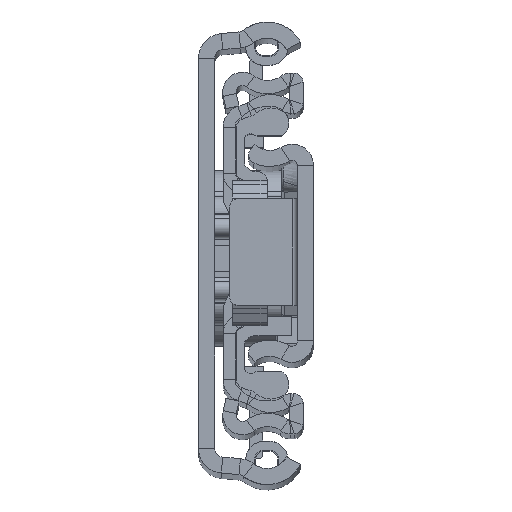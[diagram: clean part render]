
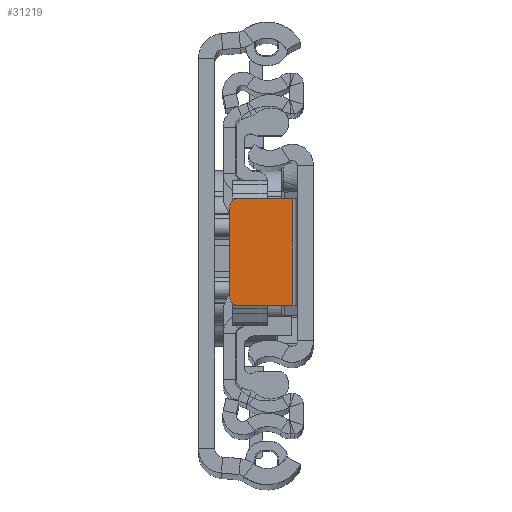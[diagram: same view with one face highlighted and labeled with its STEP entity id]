
A CAD part, top view. The second image highlights one B-rep face of the part: STEP entity #31219.
In plain terms, the highlighted planar face has unit normal (0, 0, 1).
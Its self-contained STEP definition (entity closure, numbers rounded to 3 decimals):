
#514 = EDGE_LOOP ( 'NONE', ( #21676, #19824, #29084, #12242, #21680, #13477 ) ) ;
#1523 = AXIS2_PLACEMENT_3D ( 'NONE', #9407, #15071, #4768 ) ;
#2381 = CARTESIAN_POINT ( 'NONE',  ( -8.4, 5.151, -6.8 ) ) ;
#3939 = VECTOR ( 'NONE', #18747, 1000. ) ;
#4144 = VECTOR ( 'NONE', #16298, 1000. ) ;
#4684 = AXIS2_PLACEMENT_3D ( 'NONE', #2381, #12867, #12523 ) ;
#4768 = DIRECTION ( 'NONE',  ( 1., 0., 0. ) ) ;
#6056 = VERTEX_POINT ( 'NONE', #14922 ) ;
#6107 = LINE ( 'NONE', #29053, #12157 ) ;
#6144 = CARTESIAN_POINT ( 'NONE',  ( -9.4, 6.151, -6.8 ) ) ;
#6372 = FACE_OUTER_BOUND ( 'NONE', #514, .T. ) ;
#6778 = VERTEX_POINT ( 'NONE', #31810 ) ;
#8626 = VERTEX_POINT ( 'NONE', #22401 ) ;
#8869 = EDGE_CURVE ( 'NONE', #8626, #19363, #8904, .T. ) ;
#8904 = LINE ( 'NONE', #28722, #3939 ) ;
#9407 = CARTESIAN_POINT ( 'NONE',  ( -8.4, -4.849, -6.8 ) ) ;
#12114 = AXIS2_PLACEMENT_3D ( 'NONE', #18534, #15866, #13196 ) ;
#12139 = VERTEX_POINT ( 'NONE', #31700 ) ;
#12157 = VECTOR ( 'NONE', #24075, 1000. ) ;
#12242 = ORIENTED_EDGE ( 'NONE', *, *, #8869, .F. ) ;
#12523 = DIRECTION ( 'NONE',  ( 1., 0., 0. ) ) ;
#12867 = DIRECTION ( 'NONE',  ( 0., 0., 1. ) ) ;
#12915 = CARTESIAN_POINT ( 'NONE',  ( -2.3, -5.849, -6.8 ) ) ;
#13196 = DIRECTION ( 'NONE',  ( 1., 0., 0. ) ) ;
#13278 = LINE ( 'NONE', #15945, #28468 ) ;
#13477 = ORIENTED_EDGE ( 'NONE', *, *, #30994, .T. ) ;
#14922 = CARTESIAN_POINT ( 'NONE',  ( -9.4, -4.849, -6.8 ) ) ;
#15071 = DIRECTION ( 'NONE',  ( 0., 0., 1. ) ) ;
#15866 = DIRECTION ( 'NONE',  ( 0., 0., 1. ) ) ;
#15945 = CARTESIAN_POINT ( 'NONE',  ( -9.4, -5.849, -6.8 ) ) ;
#16298 = DIRECTION ( 'NONE',  ( 0., 1., 0. ) ) ;
#16385 = CIRCLE ( 'NONE', #4684, 1. ) ;
#18534 = CARTESIAN_POINT ( 'NONE',  ( 0., 0., -6.8 ) ) ;
#18747 = DIRECTION ( 'NONE',  ( 0., -1., 0. ) ) ;
#19363 = VERTEX_POINT ( 'NONE', #12915 ) ;
#19824 = ORIENTED_EDGE ( 'NONE', *, *, #26365, .T. ) ;
#21404 = EDGE_CURVE ( 'NONE', #19363, #23426, #13278, .T. ) ;
#21676 = ORIENTED_EDGE ( 'NONE', *, *, #25756, .F. ) ;
#21680 = ORIENTED_EDGE ( 'NONE', *, *, #26247, .F. ) ;
#22401 = CARTESIAN_POINT ( 'NONE',  ( -2.3, 6.151, -6.8 ) ) ;
#23426 = VERTEX_POINT ( 'NONE', #30643 ) ;
#23588 = DIRECTION ( 'NONE',  ( -1., 0., 0. ) ) ;
#24075 = DIRECTION ( 'NONE',  ( 1., 0., 0. ) ) ;
#24908 = CIRCLE ( 'NONE', #1523, 1. ) ;
#25756 = EDGE_CURVE ( 'NONE', #6056, #6778, #28930, .T. ) ;
#26247 = EDGE_CURVE ( 'NONE', #12139, #8626, #6107, .T. ) ;
#26365 = EDGE_CURVE ( 'NONE', #6056, #23426, #24908, .T. ) ;
#28468 = VECTOR ( 'NONE', #23588, 1000. ) ;
#28722 = CARTESIAN_POINT ( 'NONE',  ( -2.3, 6.151, -6.8 ) ) ;
#28930 = LINE ( 'NONE', #6144, #4144 ) ;
#29053 = CARTESIAN_POINT ( 'NONE',  ( -1.8, 6.151, -6.8 ) ) ;
#29084 = ORIENTED_EDGE ( 'NONE', *, *, #21404, .F. ) ;
#30643 = CARTESIAN_POINT ( 'NONE',  ( -8.4, -5.849, -6.8 ) ) ;
#30994 = EDGE_CURVE ( 'NONE', #12139, #6778, #16385, .T. ) ;
#31219 = ADVANCED_FACE ( 'NONE', ( #6372 ), #31306, .T. ) ;
#31306 = PLANE ( 'NONE',  #12114 ) ;
#31700 = CARTESIAN_POINT ( 'NONE',  ( -8.4, 6.151, -6.8 ) ) ;
#31810 = CARTESIAN_POINT ( 'NONE',  ( -9.4, 5.151, -6.8 ) ) ;
